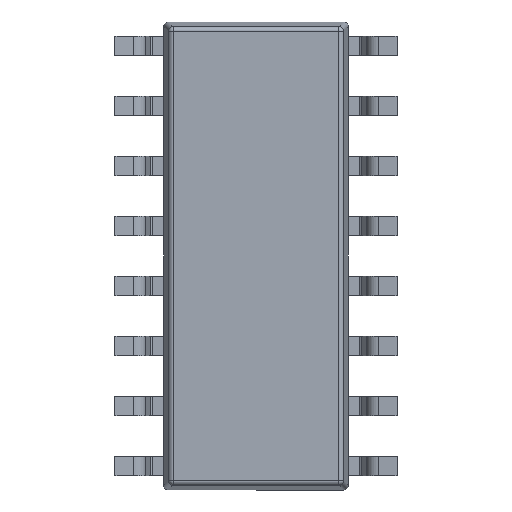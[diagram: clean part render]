
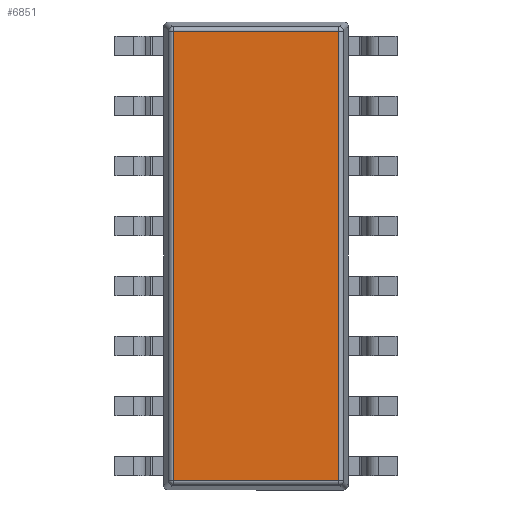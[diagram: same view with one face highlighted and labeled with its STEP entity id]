
A CAD part, front view. The second image highlights one B-rep face of the part: STEP entity #6851.
In plain terms, the highlighted planar face has unit normal (0, -1, 0).
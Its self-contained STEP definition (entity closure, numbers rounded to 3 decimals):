
#16 = EDGE_CURVE ( 'NONE', #3547, #3785, #8173, .T. ) ;
#57 = CARTESIAN_POINT ( 'NONE',  ( -1.837, 0.25, 4.753 ) ) ;
#252 = ORIENTED_EDGE ( 'NONE', *, *, #2657, .T. ) ;
#612 = CARTESIAN_POINT ( 'NONE',  ( 1.837, 0.25, -4.753 ) ) ;
#626 = CARTESIAN_POINT ( 'NONE',  ( 1.753, 0.25, -4.753 ) ) ;
#1425 = DIRECTION ( 'NONE',  ( -1., 0., 0. ) ) ;
#2017 = VECTOR ( 'NONE', #1425, 1000. ) ;
#2094 = DIRECTION ( 'NONE',  ( 0., -1., 0. ) ) ;
#2181 = VECTOR ( 'NONE', #5748, 1000. ) ;
#2349 = DIRECTION ( 'NONE',  ( 1., 0., 0. ) ) ;
#2400 = CARTESIAN_POINT ( 'NONE',  ( 1.753, 0.25, 4.837 ) ) ;
#2657 = EDGE_CURVE ( 'NONE', #5271, #3547, #4667, .T. ) ;
#2690 = FACE_OUTER_BOUND ( 'NONE', #3866, .T. ) ;
#2847 = VECTOR ( 'NONE', #5185, 1000. ) ;
#3027 = EDGE_CURVE ( 'NONE', #3785, #3109, #3667, .T. ) ;
#3109 = VERTEX_POINT ( 'NONE', #6644 ) ;
#3297 = AXIS2_PLACEMENT_3D ( 'NONE', #5912, #2094, #3915 ) ;
#3342 = CARTESIAN_POINT ( 'NONE',  ( -1.753, 0.25, -4.837 ) ) ;
#3353 = CARTESIAN_POINT ( 'NONE',  ( -1.753, 0.25, -4.753 ) ) ;
#3547 = VERTEX_POINT ( 'NONE', #3353 ) ;
#3667 = LINE ( 'NONE', #2400, #2181 ) ;
#3785 = VERTEX_POINT ( 'NONE', #626 ) ;
#3866 = EDGE_LOOP ( 'NONE', ( #6121, #252, #7649, #4559 ) ) ;
#3915 = DIRECTION ( 'NONE',  ( 0., 0., -1. ) ) ;
#4537 = PLANE ( 'NONE',  #3297 ) ;
#4559 = ORIENTED_EDGE ( 'NONE', *, *, #3027, .T. ) ;
#4642 = LINE ( 'NONE', #57, #2017 ) ;
#4667 = LINE ( 'NONE', #3342, #2847 ) ;
#5185 = DIRECTION ( 'NONE',  ( 0., 0., -1. ) ) ;
#5271 = VERTEX_POINT ( 'NONE', #7395 ) ;
#5748 = DIRECTION ( 'NONE',  ( 0., 0., 1. ) ) ;
#5912 = CARTESIAN_POINT ( 'NONE',  ( 0., 0.25, 0. ) ) ;
#6121 = ORIENTED_EDGE ( 'NONE', *, *, #7140, .T. ) ;
#6644 = CARTESIAN_POINT ( 'NONE',  ( 1.753, 0.25, 4.753 ) ) ;
#6851 = ADVANCED_FACE ( 'NONE', ( #2690 ), #4537, .T. ) ;
#7140 = EDGE_CURVE ( 'NONE', #3109, #5271, #4642, .T. ) ;
#7395 = CARTESIAN_POINT ( 'NONE',  ( -1.753, 0.25, 4.753 ) ) ;
#7649 = ORIENTED_EDGE ( 'NONE', *, *, #16, .T. ) ;
#7761 = VECTOR ( 'NONE', #2349, 1000. ) ;
#8173 = LINE ( 'NONE', #612, #7761 ) ;
